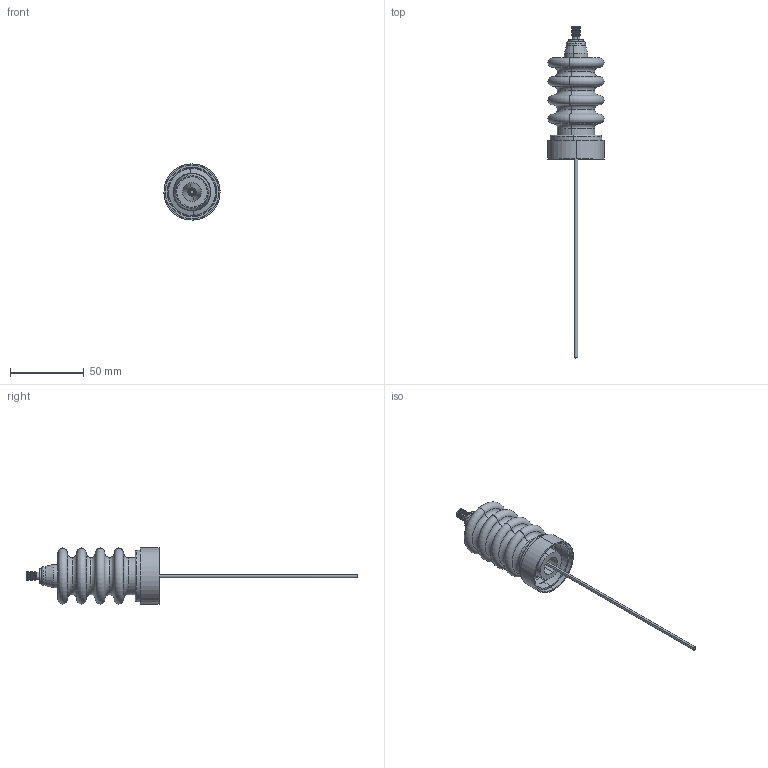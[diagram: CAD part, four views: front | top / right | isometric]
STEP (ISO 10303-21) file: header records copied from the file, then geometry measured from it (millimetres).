
FILE_DESCRIPTION (( 'STEP AP203' ), '1' );
FILE_NAME ('A0231-2-W.STEP', '2013-06-11T11:57:38', ( '' ), ( '' ), 'SwSTEP 2.0', 'SolidWorks 2012', '' );
FILE_SCHEMA (( 'CONFIG_CONTROL_DESIGN' ));
Length unit declared in the file: inch
Products named in the file (1): A0231-2-W
Bounding box: 38.1 x 225.27 x 38.1 mm (x, y, z)
Volume: 47609 mm3; surface area: 19982.9 mm2
Topology: 1 solids, 2 shells, 135 faces, 280 edges, 162 vertices
Faces by surface type: cone 52, cylinder 34, torus 32, plane 17
Entity records: 3677 total; most frequent: DIRECTION 746, CARTESIAN_POINT 578, ORIENTED_EDGE 560, AXIS2_PLACEMENT_3D 330, EDGE_CURVE 280, CIRCLE 194, VERTEX_POINT 162, EDGE_LOOP 150
